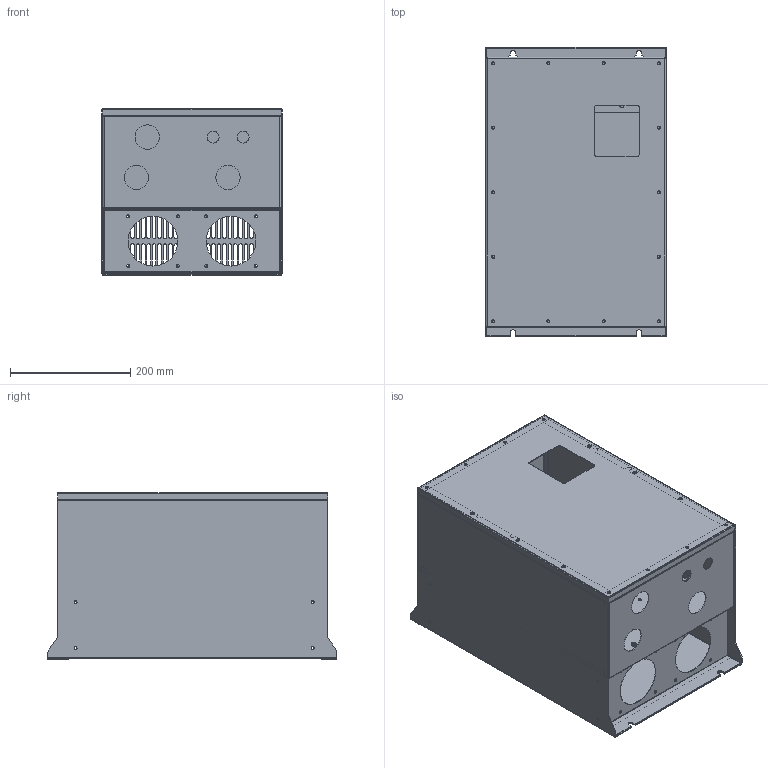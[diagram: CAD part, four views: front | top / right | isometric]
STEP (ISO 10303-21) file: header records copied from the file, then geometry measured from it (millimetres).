
FILE_DESCRIPTION((''),'2;1');
FILE_NAME('BC1ZP01_ASM_ASM','2020-08-03T',('Coco'),(''),'PRO/ENGINEER BY PARAMETRIC TECHNOLOGY CORPORATION, 2010280','PRO/ENGINEER BY PARAMETRIC TECHNOLOGY CORPORATION, 2010280','');
FILE_SCHEMA(('CONFIG_CONTROL_DESIGN'));
Length unit declared in the file: millimetre
Products named in the file (1): BC1ZP01_ASM_ASM
Bounding box: 300 x 482 x 278.1 mm (x, y, z)
Surface area: 1661526.5 mm2 (no closed solid volume)
Topology: 0 solids, 19 shells, 1066 faces, 2710 edges, 1640 vertices
Faces by surface type: plane 566, cylinder 492, bspline 8
Entity records: 32772 total; most frequent: CARTESIAN_POINT 5888, DIRECTION 5778, ORIENTED_EDGE 5364, EDGE_CURVE 2710, AXIS2_PLACEMENT_3D 2046, VECTOR 1686, LINE 1686, VERTEX_POINT 1640
